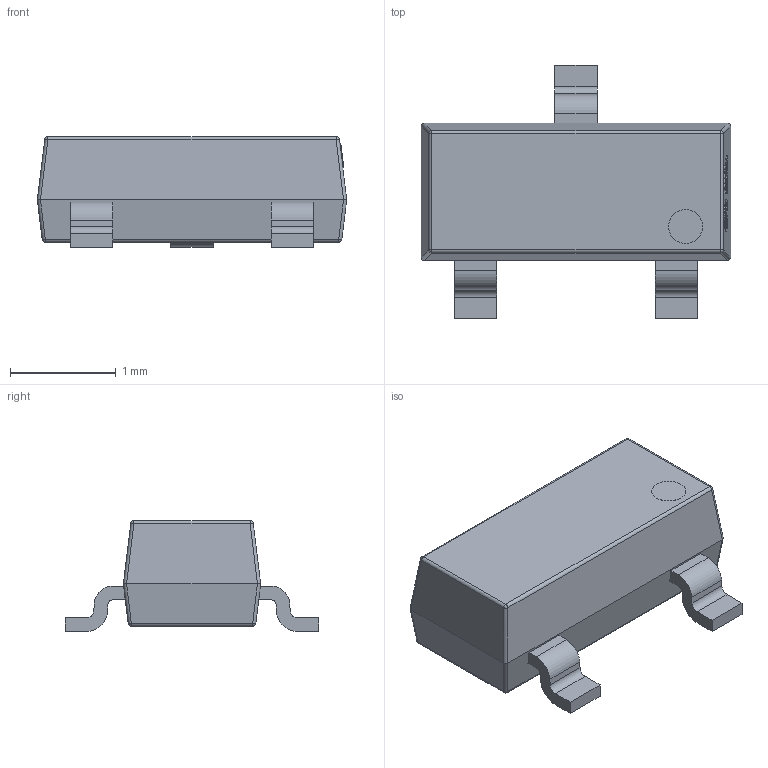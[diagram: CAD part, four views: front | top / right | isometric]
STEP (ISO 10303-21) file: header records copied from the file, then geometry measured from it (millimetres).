
FILE_DESCRIPTION (( 'STEP AP214' ), '1' );
FILE_NAME ('SOT-23-3_L2.9-W1.3-P1.90-LS2.4-TR-CW.STEP', '2023-02-20T06:59:49', ( 'PC' ), ( 'Microsoft' ), 'SwSTEP 2.0', 'SolidWorks 2020', '' );
FILE_SCHEMA (( 'AUTOMOTIVE_DESIGN' ));
Length unit declared in the file: millimetre
Products named in the file (1): SOT-23-3_L2.9-W1.3-P1.90-LS2.4-TR-CW
Bounding box: 2.93 x 2.4 x 1.05 mm (x, y, z)
Volume: 3.7 mm3; surface area: 17.1 mm2
Topology: 1 solids, 1 shells, 300 faces, 793 edges, 518 vertices
Faces by surface type: plane 164, bspline 98, cylinder 30, sphere 8
Entity records: 13039 total; most frequent: CARTESIAN_POINT 2930, ORIENTED_EDGE 1586, DIRECTION 1047, EDGE_CURVE 793, LINE 537, VECTOR 537, VERTEX_POINT 518, EDGE_LOOP 323
